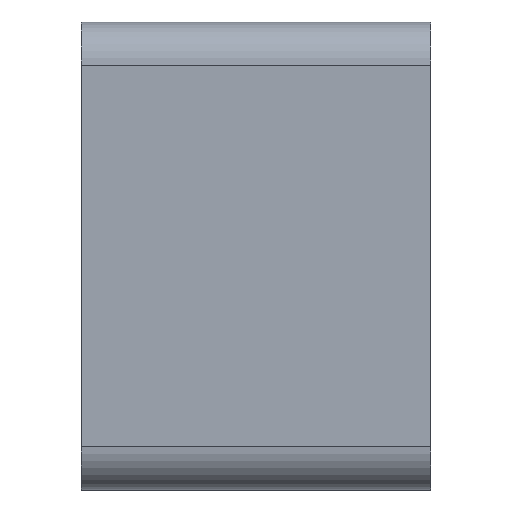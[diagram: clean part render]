
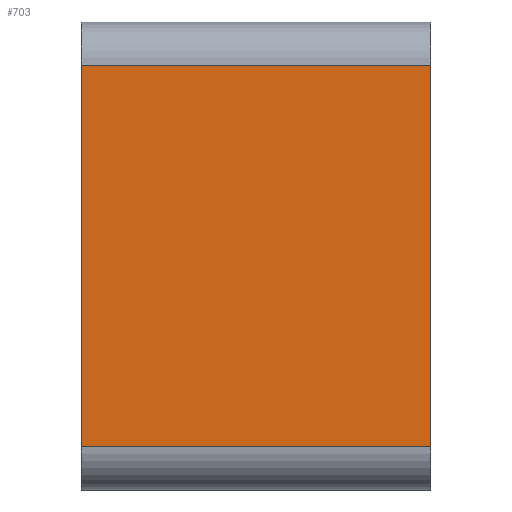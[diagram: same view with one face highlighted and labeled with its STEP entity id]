
A CAD part, left-side view. The second image highlights one B-rep face of the part: STEP entity #703.
In plain terms, the highlighted planar face has unit normal (-1, 0, 0).
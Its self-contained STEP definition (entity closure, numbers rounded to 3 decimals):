
#52 = DIRECTION ( 'NONE',  ( 1., 0., 0. ) ) ;
#193 = DIRECTION ( 'NONE',  ( 0., 0., -1. ) ) ;
#206 = ORIENTED_EDGE ( 'NONE', *, *, #702, .T. ) ;
#265 = LINE ( 'NONE', #469, #1021 ) ;
#286 = VECTOR ( 'NONE', #1142, 1000. ) ;
#291 = ORIENTED_EDGE ( 'NONE', *, *, #1398, .F. ) ;
#469 = CARTESIAN_POINT ( 'NONE',  ( -10.1, -6.05, 8.1 ) ) ;
#507 = PLANE ( 'NONE',  #921 ) ;
#561 = EDGE_LOOP ( 'NONE', ( #1574, #291, #1502, #206 ) ) ;
#603 = CARTESIAN_POINT ( 'NONE',  ( -10.1, 0., -6.6 ) ) ;
#683 = DIRECTION ( 'NONE',  ( 0., 0., -1. ) ) ;
#702 = EDGE_CURVE ( 'NONE', #1706, #1319, #741, .T. ) ;
#703 = ADVANCED_FACE ( 'NONE', ( #1155 ), #507, .F. ) ;
#739 = LINE ( 'NONE', #603, #286 ) ;
#741 = LINE ( 'NONE', #967, #1248 ) ;
#754 = VECTOR ( 'NONE', #1144, 1000. ) ;
#773 = CARTESIAN_POINT ( 'NONE',  ( -10.1, -6.05, -6.6 ) ) ;
#921 = AXIS2_PLACEMENT_3D ( 'NONE', #945, #52, #193 ) ;
#941 = CARTESIAN_POINT ( 'NONE',  ( -10.1, 6.05, 6.6 ) ) ;
#945 = CARTESIAN_POINT ( 'NONE',  ( -10.1, 0., 8.1 ) ) ;
#967 = CARTESIAN_POINT ( 'NONE',  ( -10.1, 6.05, 8.1 ) ) ;
#1021 = VECTOR ( 'NONE', #1681, 1000. ) ;
#1142 = DIRECTION ( 'NONE',  ( 0., -1., 0. ) ) ;
#1144 = DIRECTION ( 'NONE',  ( 0., 1., 0. ) ) ;
#1145 = CARTESIAN_POINT ( 'NONE',  ( -10.1, 6.05, -6.6 ) ) ;
#1155 = FACE_OUTER_BOUND ( 'NONE', #561, .T. ) ;
#1163 = EDGE_CURVE ( 'NONE', #1319, #1164, #739, .T. ) ;
#1164 = VERTEX_POINT ( 'NONE', #773 ) ;
#1210 = LINE ( 'NONE', #1906, #754 ) ;
#1211 = CARTESIAN_POINT ( 'NONE',  ( -10.1, -6.05, 6.6 ) ) ;
#1248 = VECTOR ( 'NONE', #683, 1000. ) ;
#1319 = VERTEX_POINT ( 'NONE', #1145 ) ;
#1398 = EDGE_CURVE ( 'NONE', #1477, #1164, #265, .T. ) ;
#1477 = VERTEX_POINT ( 'NONE', #1211 ) ;
#1502 = ORIENTED_EDGE ( 'NONE', *, *, #1801, .T. ) ;
#1574 = ORIENTED_EDGE ( 'NONE', *, *, #1163, .T. ) ;
#1681 = DIRECTION ( 'NONE',  ( 0., 0., -1. ) ) ;
#1706 = VERTEX_POINT ( 'NONE', #941 ) ;
#1801 = EDGE_CURVE ( 'NONE', #1477, #1706, #1210, .T. ) ;
#1906 = CARTESIAN_POINT ( 'NONE',  ( -10.1, 0., 6.6 ) ) ;
